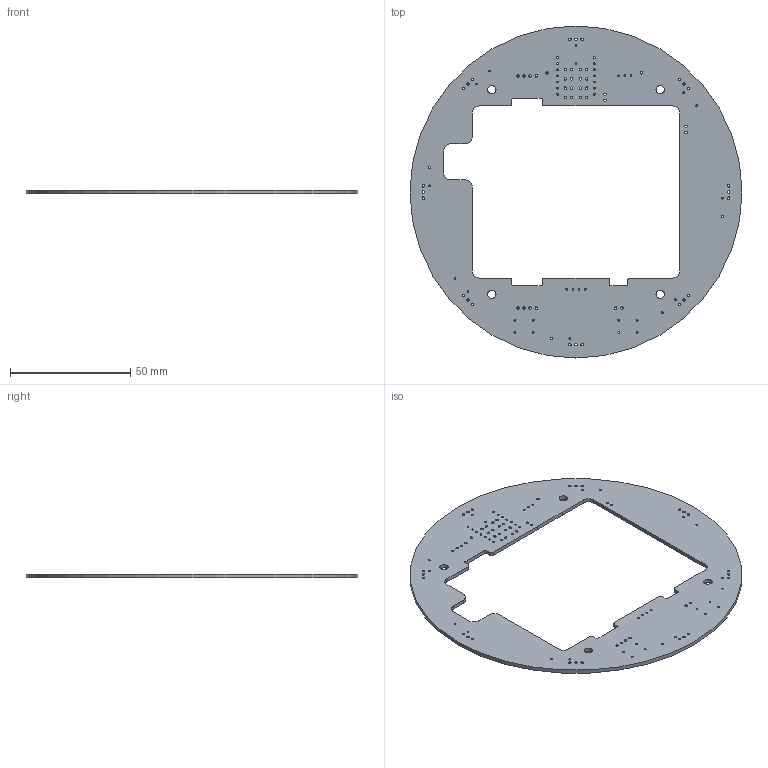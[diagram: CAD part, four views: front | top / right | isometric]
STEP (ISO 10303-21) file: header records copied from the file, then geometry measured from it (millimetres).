
FILE_DESCRIPTION(('KiCad electronic assembly'),'2;1');
FILE_NAME('IR_plate V2.step','2024-08-26T00:21:35',('Pcbnew'),('Kicad'), 'Open CASCADE STEP processor 7.6','KiCad to STEP converter','Unknown' );
FILE_SCHEMA(('AUTOMOTIVE_DESIGN { 1 0 10303 214 1 1 1 1 }'));
Length unit declared in the file: millimetre
Products named in the file (2): IR_plate V2 1; _autosave-IR_plate V2 PCB
Assembly tree (1 placements, depth 2):
  IR_plate V2 1
    _autosave-IR_plate V2 PCB
Bounding box: 138 x 138 x 1.6 mm (x, y, z)
Volume: 13458.5 mm3; surface area: 18592.4 mm2
Topology: 1 solids, 1 shells, 152 faces, 450 edges, 300 vertices
Faces by surface type: cylinder 126, plane 26
Full cylindrical faces by diameter (mm): 0.762 x45, 1 x56, 3.5 x4, 138 x1
Entity records: 11547 total; most frequent: DIRECTION 1910, CARTESIAN_POINT 1804, ORIENTED_EDGE 900, PCURVE 900, DEFINITIONAL_REPRESENTATION 900, LINE 846, VECTOR 846, CIRCLE 504
